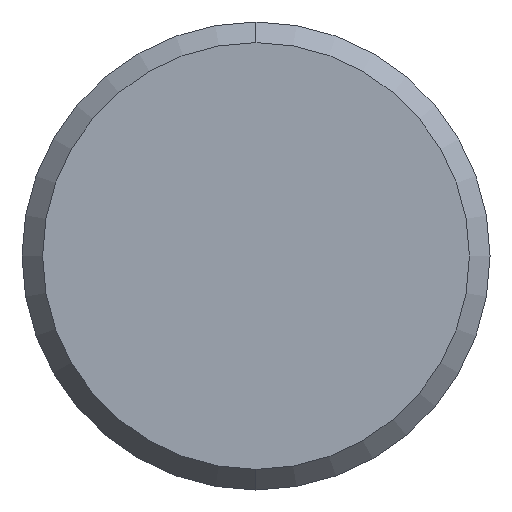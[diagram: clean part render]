
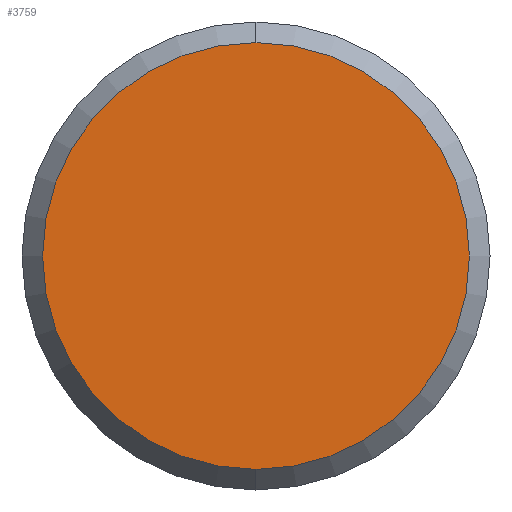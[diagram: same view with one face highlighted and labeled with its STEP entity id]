
A CAD part, left-side view. The second image highlights one B-rep face of the part: STEP entity #3759.
In plain terms, the highlighted planar face has unit normal (-1, 0, 0).
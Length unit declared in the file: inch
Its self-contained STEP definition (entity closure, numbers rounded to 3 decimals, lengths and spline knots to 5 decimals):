
#268 = ORIENTED_EDGE ( 'NONE', *, *, #2049, .T. ) ;
#351 = VERTEX_POINT ( 'NONE', #1829 ) ;
#513 = CARTESIAN_POINT ( 'NONE',  ( 0., 0., 0. ) ) ;
#601 = AXIS2_PLACEMENT_3D ( 'NONE', #513, #2145, #3584 ) ;
#631 = EDGE_CURVE ( 'NONE', #351, #2677, #2575, .T. ) ;
#663 = ORIENTED_EDGE ( 'NONE', *, *, #631, .T. ) ;
#1074 = AXIS2_PLACEMENT_3D ( 'NONE', #2552, #3798, #2698 ) ;
#1104 = EDGE_LOOP ( 'NONE', ( #663, #268 ) ) ;
#1421 = FACE_OUTER_BOUND ( 'NONE', #1104, .T. ) ;
#1690 = CARTESIAN_POINT ( 'NONE',  ( 0., 0., 0. ) ) ;
#1829 = CARTESIAN_POINT ( 'NONE',  ( 0., 0., -0.12205 ) ) ;
#2049 = EDGE_CURVE ( 'NONE', #2677, #351, #3163, .T. ) ;
#2145 = DIRECTION ( 'NONE',  ( -1., 0., 0. ) ) ;
#2552 = CARTESIAN_POINT ( 'NONE',  ( 0., 0., 0. ) ) ;
#2575 = CIRCLE ( 'NONE', #601, 0.12205 ) ;
#2677 = VERTEX_POINT ( 'NONE', #2763 ) ;
#2698 = DIRECTION ( 'NONE',  ( 0., 0., -1. ) ) ;
#2763 = CARTESIAN_POINT ( 'NONE',  ( 0., 0., 0.12205 ) ) ;
#3163 = CIRCLE ( 'NONE', #1074, 0.12205 ) ;
#3239 = PLANE ( 'NONE',  #3569 ) ;
#3569 = AXIS2_PLACEMENT_3D ( 'NONE', #1690, #3839, #3872 ) ;
#3584 = DIRECTION ( 'NONE',  ( 0., 0., -1. ) ) ;
#3759 = ADVANCED_FACE ( 'NONE', ( #1421 ), #3239, .F. ) ;
#3798 = DIRECTION ( 'NONE',  ( -1., 0., 0. ) ) ;
#3839 = DIRECTION ( 'NONE',  ( 1., 0., 0. ) ) ;
#3872 = DIRECTION ( 'NONE',  ( 0., 0., -1. ) ) ;
